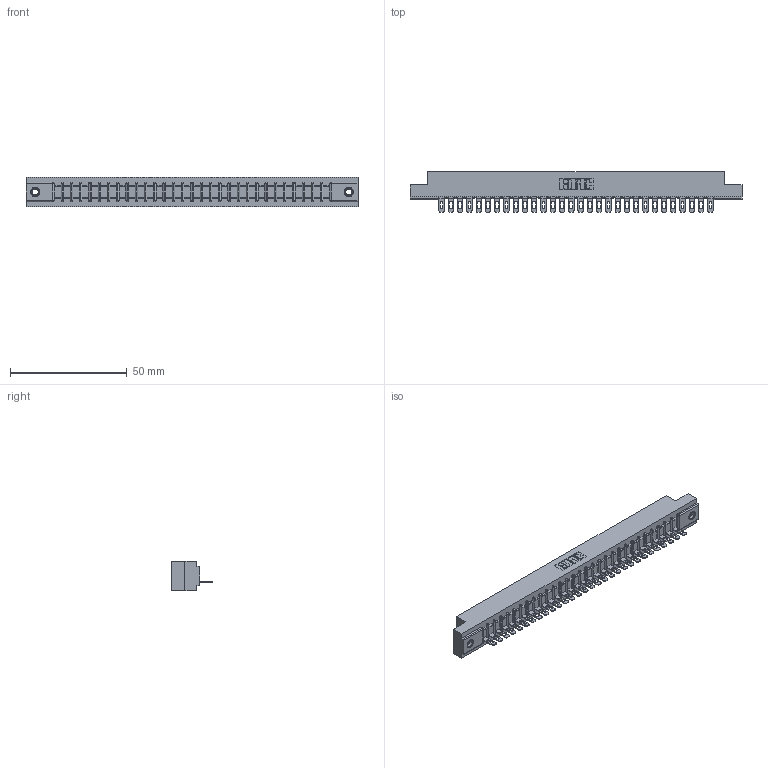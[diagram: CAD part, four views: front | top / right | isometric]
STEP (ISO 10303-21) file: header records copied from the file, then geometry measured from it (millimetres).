
FILE_DESCRIPTION (( 'STEP AP203' ), '1' );
FILE_NAME ('307-030-401-107.STEP', '2020-09-28T11:34:55', ( '' ), ( '' ), 'SwSTEP 2.0', 'SolidWorks 2020', '' );
FILE_SCHEMA (( 'CONFIG_CONTROL_DESIGN' ));
Length unit declared in the file: inch
Products named in the file (4): 307-290-002_501; 345-250-001_345-250-005-103; 307 Part_.156 Dia Mounting Holes; 307-030-401-107
Assembly tree (33 placements, depth 2):
  307-030-401-107
    307 Part_.156 Dia Mounting Holes
    307-290-002_501  x30
    345-250-001_345-250-005-103  x2
Bounding box: 141.88 x 17.42 x 12.7 mm (x, y, z)
Volume: 15106.6 mm3; surface area: 18966.9 mm2
Topology: 33 solids, 33 shells, 2489 faces, 7599 edges, 4974 vertices
Faces by surface type: plane 1422, cylinder 989, sphere 62, cone 12, torus 4
Entity records: 29177 total; most frequent: CARTESIAN_POINT 4899, ORIENTED_EDGE 4882, DIRECTION 4779, EDGE_CURVE 2441, LINE 1859, VECTOR 1859, VERTEX_POINT 1580, AXIS2_PLACEMENT_3D 1460
